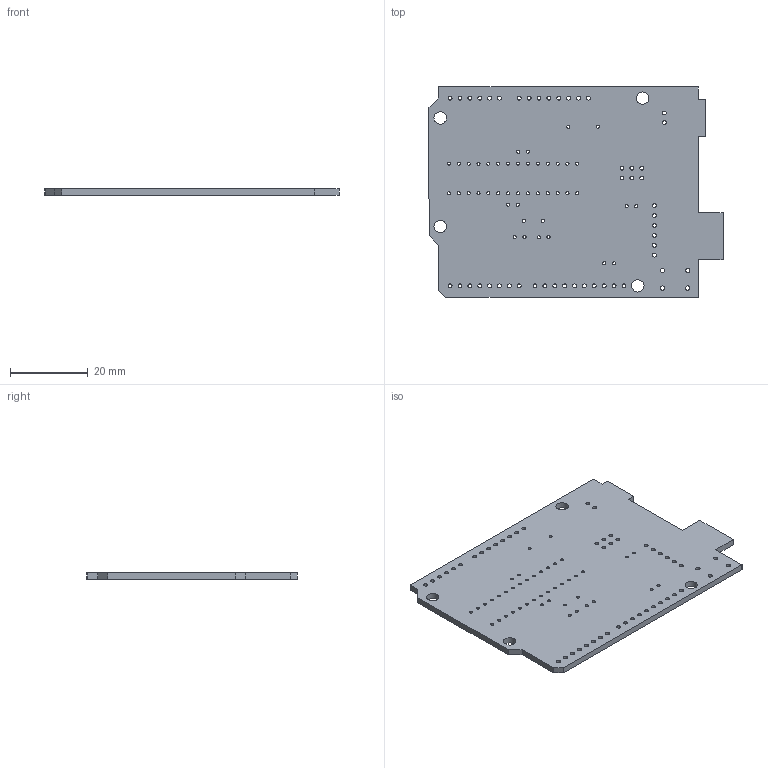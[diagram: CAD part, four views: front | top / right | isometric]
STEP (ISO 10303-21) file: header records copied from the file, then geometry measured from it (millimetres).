
FILE_DESCRIPTION(('KiCad electronic assembly'),'2;1');
FILE_NAME('AS-MULTI-UNO-11.step','2023-01-27T10:49:30',('Pcbnew'),( 'Kicad'),'Open CASCADE STEP processor 7.6','KiCad to STEP converter' ,'Unknown');
FILE_SCHEMA(('AUTOMOTIVE_DESIGN { 1 0 10303 214 1 1 1 1 }'));
Length unit declared in the file: millimetre
Products named in the file (2): AS-MULTI-UNO-11 1; AS-MULTI-UNO-11 PCB
Assembly tree (1 placements, depth 2):
  AS-MULTI-UNO-11 1
    AS-MULTI-UNO-11 PCB
Bounding box: 75.62 x 54 x 1.6 mm (x, y, z)
Volume: 5907.1 mm3; surface area: 8292.9 mm2
Topology: 1 solids, 1 shells, 119 faces, 351 edges, 234 vertices
Faces by surface type: cylinder 98, plane 21
Full cylindrical faces by diameter (mm): 0.8 x44, 1 x46, 1.1 x4, 3.2 x4
Entity records: 9671 total; most frequent: CARTESIAN_POINT 2584, DIRECTION 1295, ORIENTED_EDGE 702, PCURVE 702, DEFINITIONAL_REPRESENTATION 702, LINE 661, VECTOR 661, EDGE_CURVE 351
